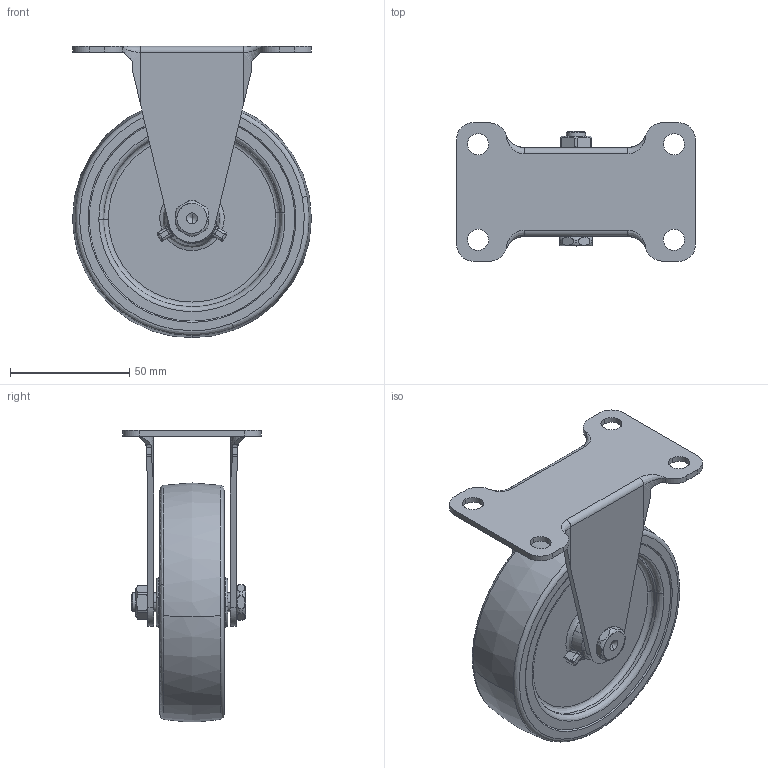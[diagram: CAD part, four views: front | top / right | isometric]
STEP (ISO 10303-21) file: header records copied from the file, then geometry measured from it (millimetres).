
FILE_DESCRIPTION((''),'2;1');
FILE_NAME('','2005-12-16T10:30:30',(''),(''),'','CADfix','');
FILE_SCHEMA(('AUTOMOTIVE_DESIGN'));
Length unit declared in the file: millimetre
Products named in the file (4): wheel; body; axle; 320ER_UR100_3492_36
Assembly tree (3 placements, depth 2):
  320ER_UR100_3492_36
    wheel
    body
    axle
Bounding box: 100 x 58 x 121.89 mm (x, y, z)
Volume: 186981.1 mm3; surface area: 49390.4 mm2
Topology: 3 solids, 3 shells, 277 faces, 816 edges, 537 vertices
Faces by surface type: bspline 277
Entity records: 13524 total; most frequent: CARTESIAN_POINT 9131, ORIENTED_EDGE 1596, EDGE_CURVE 798, VERTEX_POINT 537, EDGE_LOOP 301, FACE_OUTER_BOUND 277, ADVANCED_FACE 277, QUASI_UNIFORM_CURVE 254
